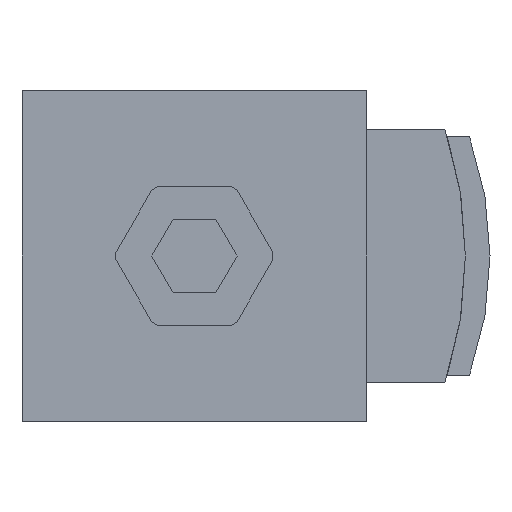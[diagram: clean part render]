
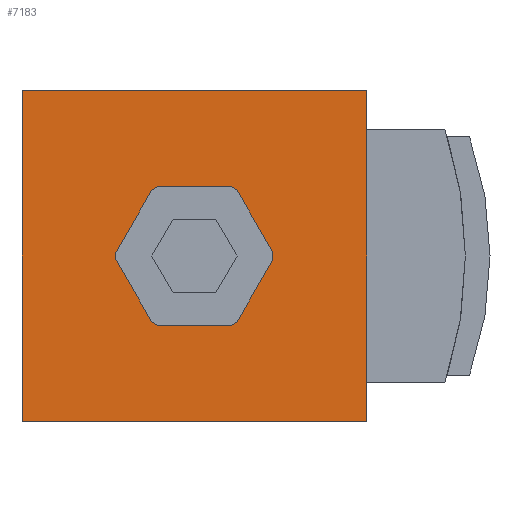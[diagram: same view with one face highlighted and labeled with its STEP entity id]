
A CAD part, front view. The second image highlights one B-rep face of the part: STEP entity #7183.
In plain terms, the highlighted planar face has unit normal (0, -1, 0).
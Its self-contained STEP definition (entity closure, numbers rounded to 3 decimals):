
#119=PLANE('',#7545);
#321=LINE('',#9425,#920);
#427=LINE('',#9647,#1026);
#442=LINE('',#9685,#1041);
#486=LINE('',#9804,#1085);
#599=LINE('',#10096,#1198);
#600=LINE('',#10099,#1199);
#601=LINE('',#10101,#1200);
#602=LINE('',#10103,#1201);
#603=LINE('',#10105,#1202);
#604=LINE('',#10107,#1203);
#605=LINE('',#10109,#1204);
#606=LINE('',#10111,#1205);
#607=LINE('',#10113,#1206);
#608=LINE('',#10115,#1207);
#609=LINE('',#10117,#1208);
#610=LINE('',#10119,#1209);
#920=VECTOR('',#7909,1000.);
#1026=VECTOR('',#8081,1000.);
#1041=VECTOR('',#8110,1000.);
#1085=VECTOR('',#8202,1000.);
#1198=VECTOR('',#8423,1000.);
#1199=VECTOR('',#8424,1000.);
#1200=VECTOR('',#8425,1000.);
#1201=VECTOR('',#8426,1000.);
#1202=VECTOR('',#8427,1000.);
#1203=VECTOR('',#8428,1000.);
#1204=VECTOR('',#8429,1000.);
#1205=VECTOR('',#8430,1000.);
#1206=VECTOR('',#8431,1000.);
#1207=VECTOR('',#8432,1000.);
#1208=VECTOR('',#8433,1000.);
#1209=VECTOR('',#8434,1000.);
#2038=ORIENTED_EDGE('',*,*,#3110,.F.);
#2039=ORIENTED_EDGE('',*,*,#3224,.F.);
#2040=ORIENTED_EDGE('',*,*,#3303,.F.);
#2041=ORIENTED_EDGE('',*,*,#3244,.F.);
#2042=ORIENTED_EDGE('',*,*,#3450,.F.);
#2043=ORIENTED_EDGE('',*,*,#3451,.F.);
#2044=ORIENTED_EDGE('',*,*,#3452,.F.);
#2045=ORIENTED_EDGE('',*,*,#3453,.F.);
#2046=ORIENTED_EDGE('',*,*,#3454,.F.);
#2047=ORIENTED_EDGE('',*,*,#3455,.F.);
#2048=ORIENTED_EDGE('',*,*,#3456,.F.);
#2049=ORIENTED_EDGE('',*,*,#3457,.F.);
#2050=ORIENTED_EDGE('',*,*,#3458,.F.);
#2051=ORIENTED_EDGE('',*,*,#3459,.F.);
#2052=ORIENTED_EDGE('',*,*,#3460,.F.);
#2053=ORIENTED_EDGE('',*,*,#3461,.F.);
#3110=EDGE_CURVE('',#3877,#3878,#321,.T.);
#3224=EDGE_CURVE('',#3960,#3877,#427,.T.);
#3244=EDGE_CURVE('',#3878,#3977,#442,.T.);
#3303=EDGE_CURVE('',#3977,#3960,#486,.T.);
#3450=EDGE_CURVE('',#4153,#4154,#599,.T.);
#3451=EDGE_CURVE('',#4155,#4153,#600,.T.);
#3452=EDGE_CURVE('',#4156,#4155,#601,.T.);
#3453=EDGE_CURVE('',#4157,#4156,#602,.T.);
#3454=EDGE_CURVE('',#4158,#4157,#603,.T.);
#3455=EDGE_CURVE('',#4159,#4158,#604,.T.);
#3456=EDGE_CURVE('',#4160,#4159,#605,.T.);
#3457=EDGE_CURVE('',#4161,#4160,#606,.T.);
#3458=EDGE_CURVE('',#4162,#4161,#607,.T.);
#3459=EDGE_CURVE('',#4163,#4162,#608,.T.);
#3460=EDGE_CURVE('',#4164,#4163,#609,.T.);
#3461=EDGE_CURVE('',#4154,#4164,#610,.T.);
#3877=VERTEX_POINT('',#9424);
#3878=VERTEX_POINT('',#9426);
#3960=VERTEX_POINT('',#9646);
#3977=VERTEX_POINT('',#9686);
#4153=VERTEX_POINT('',#10097);
#4154=VERTEX_POINT('',#10098);
#4155=VERTEX_POINT('',#10100);
#4156=VERTEX_POINT('',#10102);
#4157=VERTEX_POINT('',#10104);
#4158=VERTEX_POINT('',#10106);
#4159=VERTEX_POINT('',#10108);
#4160=VERTEX_POINT('',#10110);
#4161=VERTEX_POINT('',#10112);
#4162=VERTEX_POINT('',#10114);
#4163=VERTEX_POINT('',#10116);
#4164=VERTEX_POINT('',#10118);
#4543=EDGE_LOOP('',(#2038,#2039,#2040,#2041));
#4544=EDGE_LOOP('',(#2042,#2043,#2044,#2045,#2046,#2047,#2048,#2049,#2050,
#2051,#2052,#2053));
#4869=FACE_BOUND('',#4543,.T.);
#4870=FACE_BOUND('',#4544,.T.);
#7183=ADVANCED_FACE('',(#4869,#4870),#119,.F.);
#7545=AXIS2_PLACEMENT_3D('',#10095,#8421,#8422);
#7909=DIRECTION('',(0.,0.,1.));
#8081=DIRECTION('',(-1.,0.,0.));
#8110=DIRECTION('',(1.,0.,0.));
#8202=DIRECTION('',(0.,0.,-1.));
#8421=DIRECTION('',(0.,1.,0.));
#8422=DIRECTION('',(0.,0.,1.));
#8423=DIRECTION('',(0.,0.,-1.));
#8424=DIRECTION('',(-0.5,0.,-0.866));
#8425=DIRECTION('',(-0.866,0.,-0.5));
#8426=DIRECTION('',(-1.,0.,0.));
#8427=DIRECTION('',(-0.866,0.,0.5));
#8428=DIRECTION('',(-0.5,0.,0.866));
#8429=DIRECTION('',(0.,0.,1.));
#8430=DIRECTION('',(0.5,0.,0.866));
#8431=DIRECTION('',(0.866,0.,0.5));
#8432=DIRECTION('',(1.,0.,0.));
#8433=DIRECTION('',(0.866,0.,-0.5));
#8434=DIRECTION('',(0.5,0.,-0.866));
#9424=CARTESIAN_POINT('',(-21.,-31.5,-20.1));
#9425=CARTESIAN_POINT('',(-21.,-31.5,-20.1));
#9426=CARTESIAN_POINT('',(-21.,-31.5,20.1));
#9646=CARTESIAN_POINT('',(21.,-31.5,-20.1));
#9647=CARTESIAN_POINT('',(21.,-31.5,-20.1));
#9685=CARTESIAN_POINT('',(-21.,-31.5,20.1));
#9686=CARTESIAN_POINT('',(21.,-31.5,20.1));
#9804=CARTESIAN_POINT('',(21.,-31.5,20.1));
#10095=CARTESIAN_POINT('',(0.,-31.5,0.));
#10096=CARTESIAN_POINT('',(-9.565,-31.5,0.));
#10097=CARTESIAN_POINT('',(-9.565,-31.5,0.433));
#10098=CARTESIAN_POINT('',(-9.565,-31.5,-0.433));
#10099=CARTESIAN_POINT('',(-7.361,-31.5,4.25));
#10100=CARTESIAN_POINT('',(-5.157,-31.5,8.067));
#10101=CARTESIAN_POINT('',(-4.782,-31.5,8.283));
#10102=CARTESIAN_POINT('',(-4.407,-31.5,8.5));
#10103=CARTESIAN_POINT('',(0.,-31.5,8.5));
#10104=CARTESIAN_POINT('',(4.407,-31.5,8.5));
#10105=CARTESIAN_POINT('',(4.782,-31.5,8.283));
#10106=CARTESIAN_POINT('',(5.157,-31.5,8.067));
#10107=CARTESIAN_POINT('',(7.361,-31.5,4.25));
#10108=CARTESIAN_POINT('',(9.565,-31.5,0.433));
#10109=CARTESIAN_POINT('',(9.565,-31.5,0.));
#10110=CARTESIAN_POINT('',(9.565,-31.5,-0.433));
#10111=CARTESIAN_POINT('',(7.361,-31.5,-4.25));
#10112=CARTESIAN_POINT('',(5.157,-31.5,-8.067));
#10113=CARTESIAN_POINT('',(4.782,-31.5,-8.283));
#10114=CARTESIAN_POINT('',(4.407,-31.5,-8.5));
#10115=CARTESIAN_POINT('',(0.,-31.5,-8.5));
#10116=CARTESIAN_POINT('',(-4.407,-31.5,-8.5));
#10117=CARTESIAN_POINT('',(-4.782,-31.5,-8.283));
#10118=CARTESIAN_POINT('',(-5.157,-31.5,-8.067));
#10119=CARTESIAN_POINT('',(-7.361,-31.5,-4.25));
